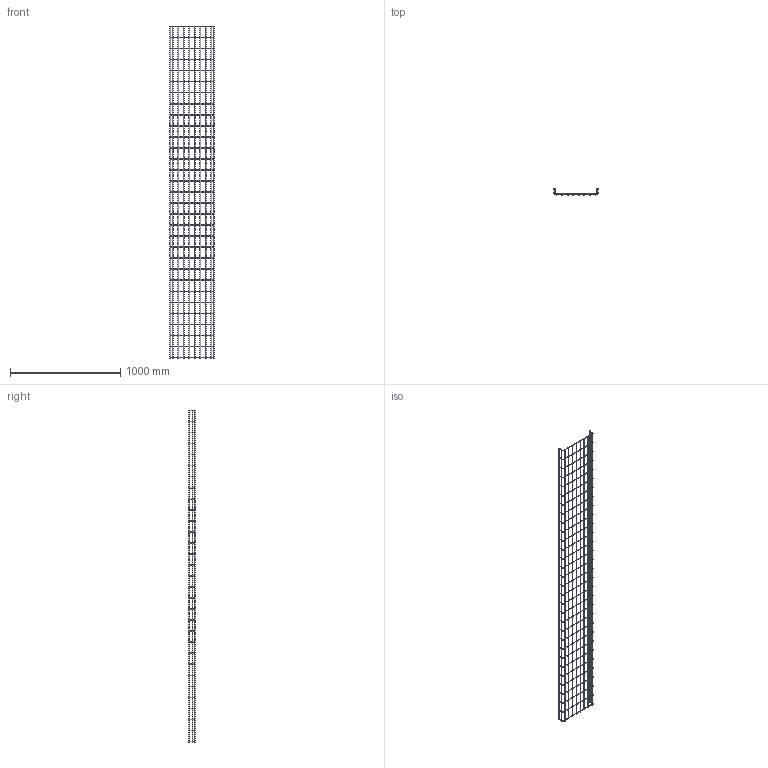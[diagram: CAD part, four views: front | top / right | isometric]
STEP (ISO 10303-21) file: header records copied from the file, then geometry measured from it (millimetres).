
FILE_DESCRIPTION (( 'STEP AP214' ), '1' );
FILE_NAME ('6000451.STP', '2018-01-09T12:52:05', ( '' ), ( '' ), 'SwSTEP 2.0', 'SolidWorks 2016', '' );
FILE_SCHEMA (( 'AUTOMOTIVE_DESIGN' ));
Length unit declared in the file: millimetre
Products named in the file (1): 6000451
Bounding box: 400 x 55 x 3007.9 mm (x, y, z)
Volume: 1385326.6 mm3; surface area: 930517.3 mm2
Topology: 1 solids, 1 shells, 420 faces, 1994 edges, 1288 vertices
Faces by surface type: cylinder 210, torus 124, plane 86
Entity records: 42180 total; most frequent: CARTESIAN_POINT 26023, ORIENTED_EDGE 3988, DIRECTION 2760, EDGE_CURVE 1994, VERTEX_POINT 1288, AXIS2_PLACEMENT_3D 1089, EDGE_LOOP 792, B_SPLINE_CURVE_WITH_KNOTS 744
